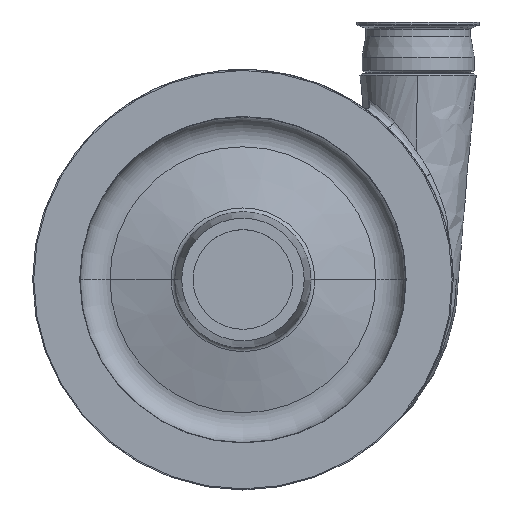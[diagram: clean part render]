
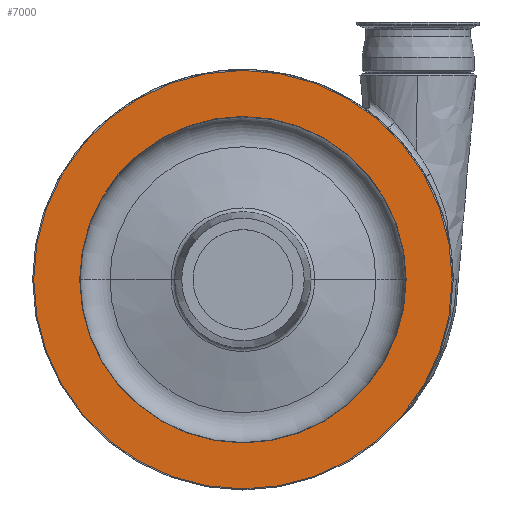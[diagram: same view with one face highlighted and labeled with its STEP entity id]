
A CAD part, top view. The second image highlights one B-rep face of the part: STEP entity #7000.
In plain terms, the highlighted planar face has unit normal (0, 0, 1).
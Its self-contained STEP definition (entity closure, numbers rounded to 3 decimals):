
#340 = EDGE_CURVE ( 'NONE', #2086, #1578, #7491, .T. ) ;
#427 = DIRECTION ( 'NONE',  ( 1., 0., 0. ) ) ;
#454 = EDGE_LOOP ( 'NONE', ( #9929, #2957 ) ) ;
#1085 = DIRECTION ( 'NONE',  ( -1., 0., 0. ) ) ;
#1264 = CARTESIAN_POINT ( 'NONE',  ( 0., 0., 257. ) ) ;
#1578 = VERTEX_POINT ( 'NONE', #5853 ) ;
#1633 = EDGE_LOOP ( 'NONE', ( #10857, #8480 ) ) ;
#1857 = CARTESIAN_POINT ( 'NONE',  ( -203., 0., 257. ) ) ;
#2086 = VERTEX_POINT ( 'NONE', #6839 ) ;
#2540 = AXIS2_PLACEMENT_3D ( 'NONE', #3183, #3870, #6686 ) ;
#2912 = PLANE ( 'NONE',  #8701 ) ;
#2940 = DIRECTION ( 'NONE',  ( -1., 0., 0. ) ) ;
#2957 = ORIENTED_EDGE ( 'NONE', *, *, #7683, .F. ) ;
#3021 = DIRECTION ( 'NONE',  ( 0., 0., -1. ) ) ;
#3183 = CARTESIAN_POINT ( 'NONE',  ( 0., 0., 257. ) ) ;
#3269 = VERTEX_POINT ( 'NONE', #1857 ) ;
#3337 = VERTEX_POINT ( 'NONE', #7544 ) ;
#3870 = DIRECTION ( 'NONE',  ( 0., 0., -1. ) ) ;
#4231 = CIRCLE ( 'NONE', #8771, 203. ) ;
#5462 = CARTESIAN_POINT ( 'NONE',  ( 0., 0., 257. ) ) ;
#5557 = DIRECTION ( 'NONE',  ( 0., 0., 1. ) ) ;
#5853 = CARTESIAN_POINT ( 'NONE',  ( -158.354, 0., 257. ) ) ;
#6174 = AXIS2_PLACEMENT_3D ( 'NONE', #1264, #10759, #2940 ) ;
#6420 = CARTESIAN_POINT ( 'NONE',  ( 0., 158.354, 257. ) ) ;
#6686 = DIRECTION ( 'NONE',  ( -1., 0., 0. ) ) ;
#6839 = CARTESIAN_POINT ( 'NONE',  ( 158.354, 0., 257. ) ) ;
#7000 = ADVANCED_FACE ( 'NONE', ( #7386, #10731 ), #2912, .T. ) ;
#7386 = FACE_BOUND ( 'NONE', #1633, .T. ) ;
#7491 = CIRCLE ( 'NONE', #2540, 158.354 ) ;
#7544 = CARTESIAN_POINT ( 'NONE',  ( 203., 0., 257. ) ) ;
#7683 = EDGE_CURVE ( 'NONE', #3337, #3269, #11079, .T. ) ;
#8480 = ORIENTED_EDGE ( 'NONE', *, *, #340, .T. ) ;
#8701 = AXIS2_PLACEMENT_3D ( 'NONE', #6420, #5557, #427 ) ;
#8771 = AXIS2_PLACEMENT_3D ( 'NONE', #5462, #9839, #1085 ) ;
#8958 = CIRCLE ( 'NONE', #9690, 158.354 ) ;
#9120 = DIRECTION ( 'NONE',  ( -1., 0., 0. ) ) ;
#9432 = EDGE_CURVE ( 'NONE', #3269, #3337, #4231, .T. ) ;
#9690 = AXIS2_PLACEMENT_3D ( 'NONE', #10838, #3021, #9120 ) ;
#9782 = EDGE_CURVE ( 'NONE', #1578, #2086, #8958, .T. ) ;
#9839 = DIRECTION ( 'NONE',  ( 0., 0., -1. ) ) ;
#9929 = ORIENTED_EDGE ( 'NONE', *, *, #9432, .F. ) ;
#10731 = FACE_OUTER_BOUND ( 'NONE', #454, .T. ) ;
#10759 = DIRECTION ( 'NONE',  ( 0., 0., -1. ) ) ;
#10838 = CARTESIAN_POINT ( 'NONE',  ( 0., 0., 257. ) ) ;
#10857 = ORIENTED_EDGE ( 'NONE', *, *, #9782, .T. ) ;
#11079 = CIRCLE ( 'NONE', #6174, 203. ) ;
